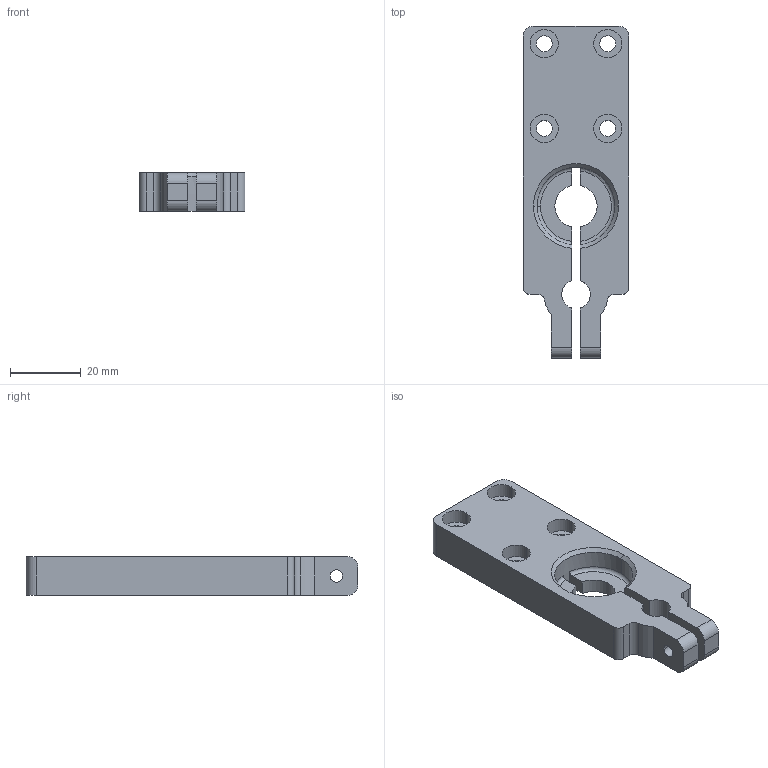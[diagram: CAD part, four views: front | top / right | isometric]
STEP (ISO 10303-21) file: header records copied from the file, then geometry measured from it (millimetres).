
FILE_DESCRIPTION (( 'STEP AP203' ), '1' );
FILE_NAME ('CB-001-003 - Linear Bearing Block 2.SLDPRT.STEP', '2023-07-24T20:16:29', ( '' ), ( '' ), 'SwSTEP 2.0', 'SolidWorks 2023', '' );
FILE_SCHEMA (( 'CONFIG_CONTROL_DESIGN' ));
Length unit declared in the file: millimetre
Products named in the file (1): CB-001-003 - Linear Bearing Block 2.SLDPRT
Bounding box: 30 x 94 x 11 mm (x, y, z)
Volume: 22048.3 mm3; surface area: 9308 mm2
Topology: 1 solids, 1 shells, 77 faces, 207 edges, 137 vertices
Faces by surface type: cylinder 41, plane 30, cone 3, torus 3
Entity records: 2575 total; most frequent: CARTESIAN_POINT 460, DIRECTION 448, ORIENTED_EDGE 414, EDGE_CURVE 207, AXIS2_PLACEMENT_3D 169, VERTEX_POINT 137, VECTOR 110, LINE 110
